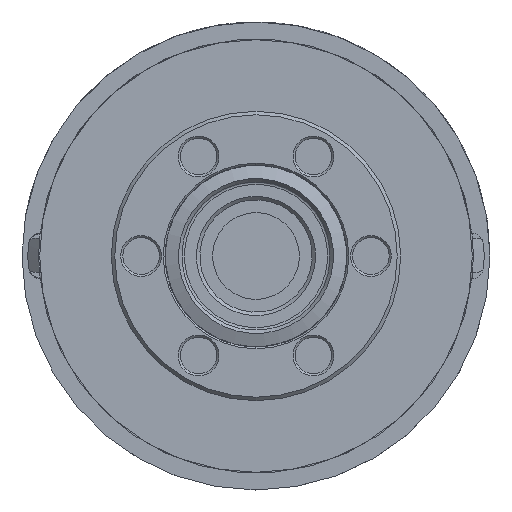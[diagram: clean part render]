
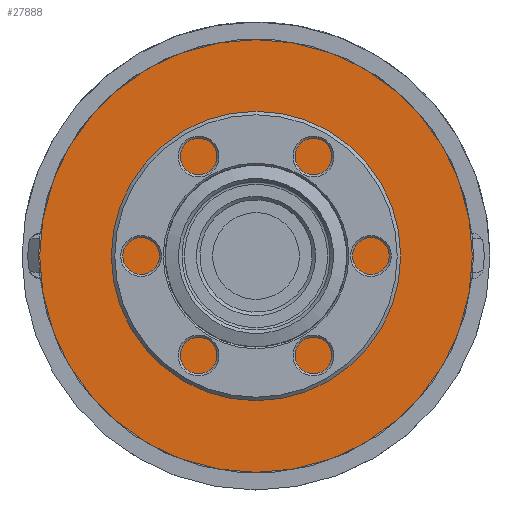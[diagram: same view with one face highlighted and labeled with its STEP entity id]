
A CAD part, front view. The second image highlights one B-rep face of the part: STEP entity #27888.
In plain terms, the highlighted planar face has unit normal (0, -1, 0).
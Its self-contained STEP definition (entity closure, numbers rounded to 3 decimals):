
#27846=CARTESIAN_POINT('',(36.555,86.568,-20.428));
#27847=VERTEX_POINT('',#27846);
#27848=CARTESIAN_POINT('',(36.555,86.568,-26.828));
#27849=DIRECTION('',(0.0,1.0,0.0));
#27850=DIRECTION('',(0.0,0.0,1.0));
#27851=AXIS2_PLACEMENT_3D('',#27848,#27849,#27850);
#27852=CIRCLE('',#27851,6.4);
#27853=EDGE_CURVE('',#27847,#27847,#27852,.T.);
#27869=CARTESIAN_POINT('',(36.555,86.568,-10.915));
#27870=DIRECTION('',(0.0,-1.0,0.0));
#27871=DIRECTION('',(-1.0,0.0,0.0));
#27872=AXIS2_PLACEMENT_3D('',#27869,#27870,#27871);
#27873=PLANE('',#27872);
#27874=CARTESIAN_POINT('',(36.555,86.568,-1.403));
#27875=VERTEX_POINT('',#27874);
#27876=CARTESIAN_POINT('',(36.555,86.568,-26.828));
#27877=DIRECTION('',(0.0,1.0,0.0));
#27878=DIRECTION('',(0.0,0.0,1.0));
#27879=AXIS2_PLACEMENT_3D('',#27876,#27877,#27878);
#27880=CIRCLE('',#27879,25.425);
#27881=EDGE_CURVE('',#27875,#27875,#27880,.T.);
#27882=ORIENTED_EDGE('',*,*,#27881,.F.);
#27883=EDGE_LOOP('',(#27882));
#27884=FACE_OUTER_BOUND('',#27883,.T.);
#27885=ORIENTED_EDGE('',*,*,#27853,.T.);
#27886=EDGE_LOOP('',(#27885));
#27887=FACE_BOUND('',#27886,.T.);
#27888=ADVANCED_FACE('',(#27884,#27887),#27873,.T.);
